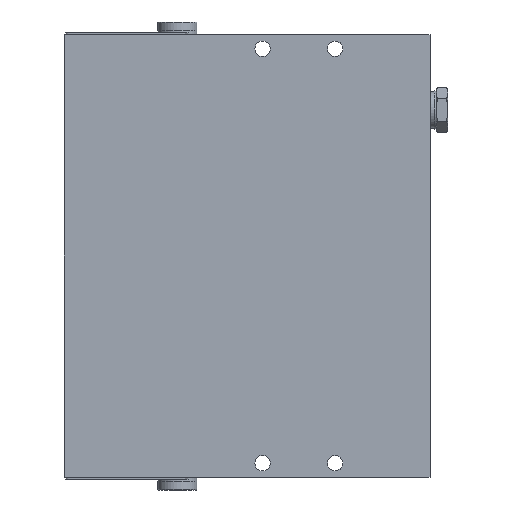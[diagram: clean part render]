
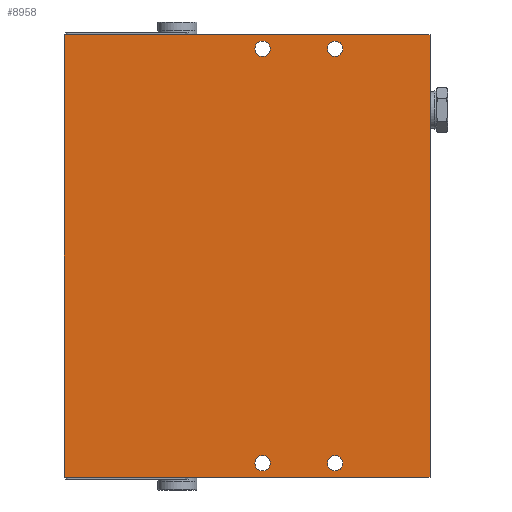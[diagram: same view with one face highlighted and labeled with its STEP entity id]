
A CAD part, front view. The second image highlights one B-rep face of the part: STEP entity #8958.
In plain terms, the highlighted planar face has unit normal (0, -1, 0).
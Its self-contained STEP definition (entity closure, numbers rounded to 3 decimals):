
#541=CIRCLE('',#9771,2.75);
#542=CIRCLE('',#9772,2.75);
#543=CIRCLE('',#9773,2.75);
#544=CIRCLE('',#9774,2.75);
#1196=ORIENTED_EDGE('',*,*,#3557,.T.);
#1197=ORIENTED_EDGE('',*,*,#3558,.T.);
#1198=ORIENTED_EDGE('',*,*,#3559,.T.);
#1199=ORIENTED_EDGE('',*,*,#3560,.T.);
#1200=ORIENTED_EDGE('',*,*,#3561,.T.);
#1201=ORIENTED_EDGE('',*,*,#3562,.F.);
#1202=ORIENTED_EDGE('',*,*,#3484,.F.);
#1203=ORIENTED_EDGE('',*,*,#3197,.T.);
#3197=EDGE_CURVE('',#4380,#4379,#5285,.T.);
#3484=EDGE_CURVE('',#4380,#4665,#5448,.T.);
#3557=EDGE_CURVE('',#4737,#4737,#541,.T.);
#3558=EDGE_CURVE('',#4738,#4738,#542,.T.);
#3559=EDGE_CURVE('',#4739,#4739,#543,.T.);
#3560=EDGE_CURVE('',#4740,#4740,#544,.T.);
#3561=EDGE_CURVE('',#4379,#4741,#5482,.T.);
#3562=EDGE_CURVE('',#4665,#4741,#5483,.T.);
#4379=VERTEX_POINT('',#13499);
#4380=VERTEX_POINT('',#13501);
#4665=VERTEX_POINT('',#14075);
#4737=VERTEX_POINT('',#14224);
#4738=VERTEX_POINT('',#14226);
#4739=VERTEX_POINT('',#14228);
#4740=VERTEX_POINT('',#14230);
#4741=VERTEX_POINT('',#14232);
#5285=LINE('',#13500,#5973);
#5448=LINE('',#14074,#6136);
#5482=LINE('',#14231,#6170);
#5483=LINE('',#14233,#6171);
#5973=VECTOR('',#10674,1000.);
#6136=VECTOR('',#11089,1000.);
#6170=VECTOR('',#11217,1000.);
#6171=VECTOR('',#11218,1000.);
#6795=EDGE_LOOP('',(#1196));
#6796=EDGE_LOOP('',(#1197));
#6797=EDGE_LOOP('',(#1198));
#6798=EDGE_LOOP('',(#1199));
#6799=EDGE_LOOP('',(#1200,#1201,#1202,#1203));
#7769=FACE_BOUND('',#6795,.T.);
#7770=FACE_BOUND('',#6796,.T.);
#7771=FACE_BOUND('',#6797,.T.);
#7772=FACE_BOUND('',#6798,.T.);
#7773=FACE_BOUND('',#6799,.T.);
#8630=PLANE('',#9770);
#8958=ADVANCED_FACE('',(#7769,#7770,#7771,#7772,#7773),#8630,.F.);
#9770=AXIS2_PLACEMENT_3D('',#14222,#11207,#11208);
#9771=AXIS2_PLACEMENT_3D('',#14223,#11209,#11210);
#9772=AXIS2_PLACEMENT_3D('',#14225,#11211,#11212);
#9773=AXIS2_PLACEMENT_3D('',#14227,#11213,#11214);
#9774=AXIS2_PLACEMENT_3D('',#14229,#11215,#11216);
#10674=DIRECTION('',(0.,0.,-1.));
#11089=DIRECTION('',(1.,0.,0.));
#11207=DIRECTION('',(0.,1.,0.));
#11208=DIRECTION('',(0.,0.,1.));
#11209=DIRECTION('',(0.,1.,0.));
#11210=DIRECTION('',(0.,0.,1.));
#11211=DIRECTION('',(0.,1.,0.));
#11212=DIRECTION('',(0.,0.,1.));
#11213=DIRECTION('',(0.,1.,0.));
#11214=DIRECTION('',(0.,0.,1.));
#11215=DIRECTION('',(0.,1.,0.));
#11216=DIRECTION('',(0.,0.,1.));
#11217=DIRECTION('',(1.,0.,0.));
#11218=DIRECTION('',(0.,0.,-1.));
#13499=CARTESIAN_POINT('',(0.,-42.5,0.));
#13500=CARTESIAN_POINT('',(0.,-42.5,158.5));
#13501=CARTESIAN_POINT('',(0.,-42.5,158.5));
#14074=CARTESIAN_POINT('',(0.,-42.5,158.5));
#14075=CARTESIAN_POINT('',(131.,-42.5,158.5));
#14222=CARTESIAN_POINT('',(0.,-42.5,158.5));
#14223=CARTESIAN_POINT('',(60.,-42.5,5.));
#14224=CARTESIAN_POINT('',(60.,-42.5,7.75));
#14225=CARTESIAN_POINT('',(34.,-42.5,153.5));
#14226=CARTESIAN_POINT('',(34.,-42.5,156.25));
#14227=CARTESIAN_POINT('',(60.,-42.5,153.5));
#14228=CARTESIAN_POINT('',(60.,-42.5,156.25));
#14229=CARTESIAN_POINT('',(34.,-42.5,5.));
#14230=CARTESIAN_POINT('',(34.,-42.5,7.75));
#14231=CARTESIAN_POINT('',(0.,-42.5,0.));
#14232=CARTESIAN_POINT('',(131.,-42.5,0.));
#14233=CARTESIAN_POINT('',(131.,-42.5,158.5));
